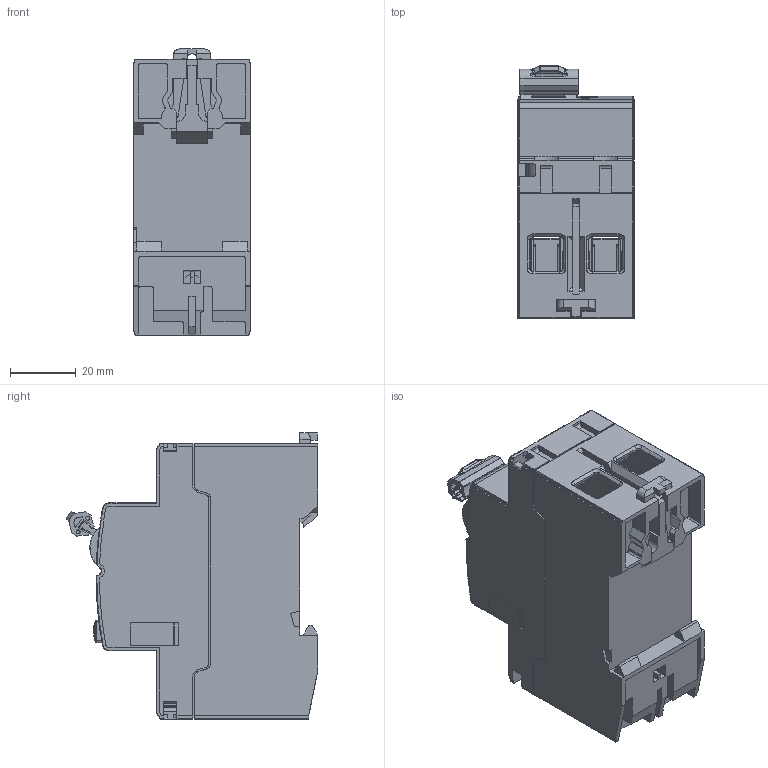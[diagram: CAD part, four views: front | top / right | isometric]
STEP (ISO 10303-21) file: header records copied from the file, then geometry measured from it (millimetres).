
FILE_DESCRIPTION(/* description */ (''),/* implementation_level */ '2;1');
FILE_NAME(/* name */ '1714r.stp',/* time_stamp */ '2021-01-22T16:02:40+08:00',/* author */ (''),/* organization */ (''),/* preprocessor_version */ 'ST-DEVELOPER v14',/* originating_system */ 'SIEMENS PLM Software NX 8.0',/* authorisation */ '');
FILE_SCHEMA (('AP203_CONFIGURATION_CONTROLLED_3D_DESIGN_OF_MECHANICAL_PARTS_AND_ASSEMBLIES_MIM_LF { 1 0 10303 403 2 1 2}'));
Products named in the file (1): JS4904C40107bqsi
Bounding box: 35.6 x 76.66 x 87.05 mm (x, y, z)
Volume: 16210.3 mm3; surface area: 64147.7 mm2
Topology: 10 solids, 1602 shells, 3485 faces, 14498 edges, 12644 vertices
Faces by surface type: plane 2578, cylinder 634, cone 82, torus 61, extrusion 58, bspline 50, sphere 22
Entity records: 174712 total; most frequent: CARTESIAN_POINT 63208, ORIENTED_EDGE 19822, EDGE_CURVE 14465, DIRECTION 13020, VERTEX_POINT 12634, B_SPLINE_CURVE_WITH_KNOTS 9475, AXIS2_PLACEMENT_3D 4594, VECTOR 3832
